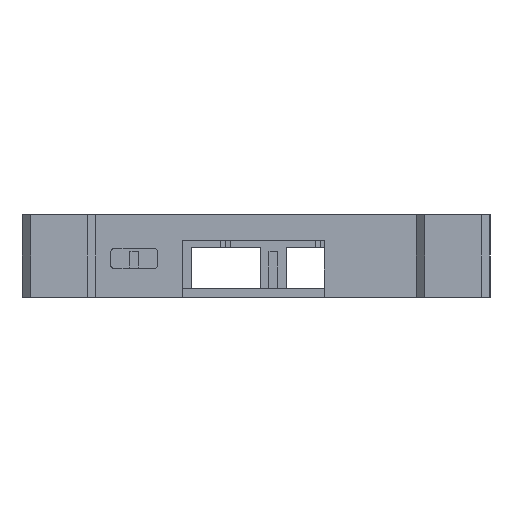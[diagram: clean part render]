
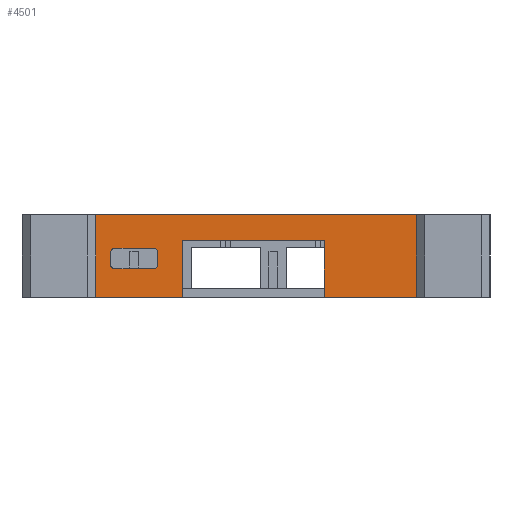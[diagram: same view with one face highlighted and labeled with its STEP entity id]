
A CAD part, left-side view. The second image highlights one B-rep face of the part: STEP entity #4501.
In plain terms, the highlighted planar face has unit normal (-1, 0, 0).
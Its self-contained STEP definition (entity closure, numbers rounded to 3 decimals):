
#95 = VECTOR ( 'NONE', #5208, 1000. ) ;
#151 = PLANE ( 'NONE',  #5216 ) ;
#168 = CARTESIAN_POINT ( 'NONE',  ( -2., 13., 0. ) ) ;
#246 = CIRCLE ( 'NONE', #6223, 1. ) ;
#291 = EDGE_CURVE ( 'NONE', #1689, #2486, #7443, .T. ) ;
#318 = LINE ( 'NONE', #7982, #95 ) ;
#371 = EDGE_CURVE ( 'NONE', #692, #2890, #1114, .T. ) ;
#524 = CARTESIAN_POINT ( 'NONE',  ( -2., 73.63, 6.5 ) ) ;
#537 = ORIENTED_EDGE ( 'NONE', *, *, #5489, .F. ) ;
#692 = VERTEX_POINT ( 'NONE', #7891 ) ;
#712 = VECTOR ( 'NONE', #2946, 1000. ) ;
#817 = CARTESIAN_POINT ( 'NONE',  ( -2., 13., 0. ) ) ;
#824 = CARTESIAN_POINT ( 'NONE',  ( -2., 83.57, 7.5 ) ) ;
#1034 = DIRECTION ( 'NONE',  ( 0., 0., 1. ) ) ;
#1098 = DIRECTION ( 'NONE',  ( -1., 0., 0. ) ) ;
#1114 = CIRCLE ( 'NONE', #2222, 1. ) ;
#1157 = ORIENTED_EDGE ( 'NONE', *, *, #8498, .T. ) ;
#1165 = CARTESIAN_POINT ( 'NONE',  ( -2., 82.57, 7.5 ) ) ;
#1238 = DIRECTION ( 'NONE',  ( 0., -1., 0. ) ) ;
#1252 = ORIENTED_EDGE ( 'NONE', *, *, #5988, .F. ) ;
#1437 = VECTOR ( 'NONE', #8770, 1000. ) ;
#1487 = CARTESIAN_POINT ( 'NONE',  ( -2., 83.57, 10.3 ) ) ;
#1575 = LINE ( 'NONE', #8961, #3153 ) ;
#1635 = ORIENTED_EDGE ( 'NONE', *, *, #8289, .F. ) ;
#1637 = EDGE_CURVE ( 'NONE', #7176, #7125, #4482, .T. ) ;
#1689 = VERTEX_POINT ( 'NONE', #5883 ) ;
#1694 = CARTESIAN_POINT ( 'NONE',  ( -2., 67.03, 0. ) ) ;
#1735 = EDGE_CURVE ( 'NONE', #3758, #6527, #7882, .T. ) ;
#2040 = DIRECTION ( 'NONE',  ( -1., 0., 0. ) ) ;
#2078 = LINE ( 'NONE', #8938, #7482 ) ;
#2173 = ORIENTED_EDGE ( 'NONE', *, *, #5807, .F. ) ;
#2222 = AXIS2_PLACEMENT_3D ( 'NONE', #6258, #1098, #9222 ) ;
#2486 = VERTEX_POINT ( 'NONE', #524 ) ;
#2555 = EDGE_CURVE ( 'NONE', #8754, #692, #5619, .T. ) ;
#2781 = ORIENTED_EDGE ( 'NONE', *, *, #2555, .F. ) ;
#2807 = EDGE_CURVE ( 'NONE', #7140, #7431, #4355, .T. ) ;
#2890 = VERTEX_POINT ( 'NONE', #1487 ) ;
#2946 = DIRECTION ( 'NONE',  ( 0., 0., 1. ) ) ;
#3098 = CARTESIAN_POINT ( 'NONE',  ( -2., 13., 0. ) ) ;
#3144 = LINE ( 'NONE', #817, #3492 ) ;
#3153 = VECTOR ( 'NONE', #1034, 1000. ) ;
#3179 = DIRECTION ( 'NONE',  ( 1., 0., 0. ) ) ;
#3209 = FACE_OUTER_BOUND ( 'NONE', #4195, .T. ) ;
#3234 = CARTESIAN_POINT ( 'NONE',  ( -2., 87., 19. ) ) ;
#3310 = LINE ( 'NONE', #824, #4533 ) ;
#3323 = ORIENTED_EDGE ( 'NONE', *, *, #371, .F. ) ;
#3492 = VECTOR ( 'NONE', #4479, 1000. ) ;
#3555 = DIRECTION ( 'NONE',  ( 0., 0., -1. ) ) ;
#3726 = ORIENTED_EDGE ( 'NONE', *, *, #1735, .T. ) ;
#3745 = CARTESIAN_POINT ( 'NONE',  ( -2., 73.63, 11.3 ) ) ;
#3758 = VERTEX_POINT ( 'NONE', #9215 ) ;
#3786 = EDGE_CURVE ( 'NONE', #7431, #8754, #246, .T. ) ;
#3973 = VECTOR ( 'NONE', #7841, 1000. ) ;
#4013 = CARTESIAN_POINT ( 'NONE',  ( -2., 72.63, 7.5 ) ) ;
#4027 = VECTOR ( 'NONE', #7394, 1000. ) ;
#4044 = CARTESIAN_POINT ( 'NONE',  ( -2., 34.23, 0. ) ) ;
#4062 = VECTOR ( 'NONE', #6749, 1000. ) ;
#4071 = DIRECTION ( 'NONE',  ( 0., -1., 0. ) ) ;
#4195 = EDGE_LOOP ( 'NONE', ( #3726, #1635, #8818, #9405, #1157, #4575, #4841, #5809 ) ) ;
#4355 = LINE ( 'NONE', #7896, #712 ) ;
#4434 = ORIENTED_EDGE ( 'NONE', *, *, #3786, .F. ) ;
#4443 = FACE_BOUND ( 'NONE', #5087, .T. ) ;
#4468 = CARTESIAN_POINT ( 'NONE',  ( -2., 67.03, 13. ) ) ;
#4479 = DIRECTION ( 'NONE',  ( 0., -1., 0. ) ) ;
#4482 = LINE ( 'NONE', #8742, #1437 ) ;
#4501 = ADVANCED_FACE ( 'NONE', ( #4443, #3209 ), #151, .F. ) ;
#4512 = CARTESIAN_POINT ( 'NONE',  ( -2., 82.57, 6.5 ) ) ;
#4533 = VECTOR ( 'NONE', #3555, 1000. ) ;
#4575 = ORIENTED_EDGE ( 'NONE', *, *, #5338, .F. ) ;
#4579 = DIRECTION ( 'NONE',  ( 0., 0., -1. ) ) ;
#4588 = EDGE_CURVE ( 'NONE', #7176, #3758, #2078, .T. ) ;
#4746 = VERTEX_POINT ( 'NONE', #5717 ) ;
#4764 = LINE ( 'NONE', #6282, #3973 ) ;
#4841 = ORIENTED_EDGE ( 'NONE', *, *, #1637, .F. ) ;
#5087 = EDGE_LOOP ( 'NONE', ( #7560, #1252, #537, #3323, #2781, #4434, #8222, #2173 ) ) ;
#5208 = DIRECTION ( 'NONE',  ( 0., 1., 0. ) ) ;
#5216 = AXIS2_PLACEMENT_3D ( 'NONE', #8875, #3179, #6738 ) ;
#5221 = CIRCLE ( 'NONE', #7383, 1. ) ;
#5223 = VERTEX_POINT ( 'NONE', #4044 ) ;
#5338 = EDGE_CURVE ( 'NONE', #7125, #8486, #4764, .T. ) ;
#5489 = EDGE_CURVE ( 'NONE', #2890, #5550, #3310, .T. ) ;
#5539 = DIRECTION ( 'NONE',  ( -1., 0., 0. ) ) ;
#5550 = VERTEX_POINT ( 'NONE', #8151 ) ;
#5566 = CARTESIAN_POINT ( 'NONE',  ( -2., 73.63, 7.5 ) ) ;
#5619 = LINE ( 'NONE', #7604, #7304 ) ;
#5717 = CARTESIAN_POINT ( 'NONE',  ( -2., 34.23, 13. ) ) ;
#5807 = EDGE_CURVE ( 'NONE', #2486, #7140, #5221, .T. ) ;
#5809 = ORIENTED_EDGE ( 'NONE', *, *, #4588, .T. ) ;
#5883 = CARTESIAN_POINT ( 'NONE',  ( -2., 82.57, 6.5 ) ) ;
#5988 = EDGE_CURVE ( 'NONE', #5550, #1689, #7245, .T. ) ;
#6076 = LINE ( 'NONE', #7147, #9378 ) ;
#6223 = AXIS2_PLACEMENT_3D ( 'NONE', #8438, #5539, #4071 ) ;
#6258 = CARTESIAN_POINT ( 'NONE',  ( -2., 82.57, 10.3 ) ) ;
#6282 = CARTESIAN_POINT ( 'NONE',  ( -2., 13., 19. ) ) ;
#6287 = EDGE_CURVE ( 'NONE', #4746, #9054, #318, .T. ) ;
#6527 = VERTEX_POINT ( 'NONE', #1694 ) ;
#6655 = AXIS2_PLACEMENT_3D ( 'NONE', #1165, #8287, #1238 ) ;
#6738 = DIRECTION ( 'NONE',  ( 0., 0., -1. ) ) ;
#6749 = DIRECTION ( 'NONE',  ( 0., -1., 0. ) ) ;
#6842 = DIRECTION ( 'NONE',  ( 0., 1., 0. ) ) ;
#7074 = DIRECTION ( 'NONE',  ( 0., -1., 0. ) ) ;
#7125 = VERTEX_POINT ( 'NONE', #7579 ) ;
#7140 = VERTEX_POINT ( 'NONE', #4013 ) ;
#7147 = CARTESIAN_POINT ( 'NONE',  ( -2., 67.03, 0. ) ) ;
#7176 = VERTEX_POINT ( 'NONE', #3234 ) ;
#7245 = CIRCLE ( 'NONE', #6655, 1. ) ;
#7304 = VECTOR ( 'NONE', #6842, 1000. ) ;
#7383 = AXIS2_PLACEMENT_3D ( 'NONE', #5566, #2040, #7074 ) ;
#7394 = DIRECTION ( 'NONE',  ( 0., -1., 0. ) ) ;
#7431 = VERTEX_POINT ( 'NONE', #8906 ) ;
#7443 = LINE ( 'NONE', #4512, #4062 ) ;
#7482 = VECTOR ( 'NONE', #4579, 1000. ) ;
#7560 = ORIENTED_EDGE ( 'NONE', *, *, #291, .F. ) ;
#7579 = CARTESIAN_POINT ( 'NONE',  ( -2., 13., 19. ) ) ;
#7604 = CARTESIAN_POINT ( 'NONE',  ( -2., 82.57, 11.3 ) ) ;
#7841 = DIRECTION ( 'NONE',  ( 0., 0., -1. ) ) ;
#7871 = DIRECTION ( 'NONE',  ( 0., 0., -1. ) ) ;
#7882 = LINE ( 'NONE', #168, #4027 ) ;
#7891 = CARTESIAN_POINT ( 'NONE',  ( -2., 82.57, 11.3 ) ) ;
#7896 = CARTESIAN_POINT ( 'NONE',  ( -2., 72.63, 7.5 ) ) ;
#7982 = CARTESIAN_POINT ( 'NONE',  ( -2., 67.03, 13. ) ) ;
#8024 = EDGE_CURVE ( 'NONE', #5223, #4746, #1575, .T. ) ;
#8151 = CARTESIAN_POINT ( 'NONE',  ( -2., 83.57, 7.5 ) ) ;
#8222 = ORIENTED_EDGE ( 'NONE', *, *, #2807, .F. ) ;
#8287 = DIRECTION ( 'NONE',  ( -1., 0., 0. ) ) ;
#8289 = EDGE_CURVE ( 'NONE', #9054, #6527, #6076, .T. ) ;
#8438 = CARTESIAN_POINT ( 'NONE',  ( -2., 73.63, 10.3 ) ) ;
#8486 = VERTEX_POINT ( 'NONE', #3098 ) ;
#8498 = EDGE_CURVE ( 'NONE', #5223, #8486, #3144, .T. ) ;
#8742 = CARTESIAN_POINT ( 'NONE',  ( -2., 13., 19. ) ) ;
#8754 = VERTEX_POINT ( 'NONE', #3745 ) ;
#8770 = DIRECTION ( 'NONE',  ( 0., -1., 0. ) ) ;
#8818 = ORIENTED_EDGE ( 'NONE', *, *, #6287, .F. ) ;
#8875 = CARTESIAN_POINT ( 'NONE',  ( -2., 13., 19. ) ) ;
#8906 = CARTESIAN_POINT ( 'NONE',  ( -2., 72.63, 10.3 ) ) ;
#8938 = CARTESIAN_POINT ( 'NONE',  ( -2., 87., 19. ) ) ;
#8961 = CARTESIAN_POINT ( 'NONE',  ( -2., 34.23, 0. ) ) ;
#9054 = VERTEX_POINT ( 'NONE', #4468 ) ;
#9215 = CARTESIAN_POINT ( 'NONE',  ( -2., 87., 0. ) ) ;
#9222 = DIRECTION ( 'NONE',  ( 0., 1., 0. ) ) ;
#9378 = VECTOR ( 'NONE', #7871, 1000. ) ;
#9405 = ORIENTED_EDGE ( 'NONE', *, *, #8024, .F. ) ;
